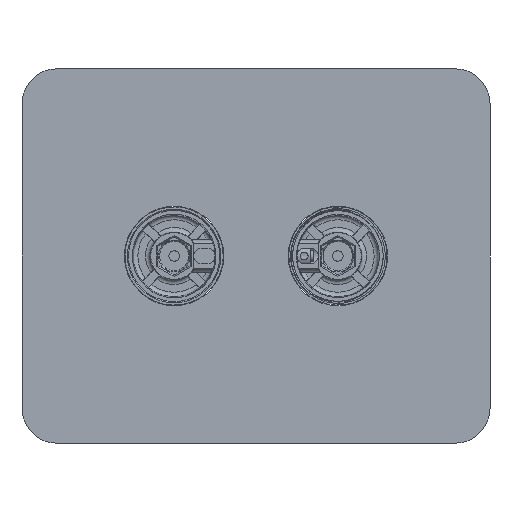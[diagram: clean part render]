
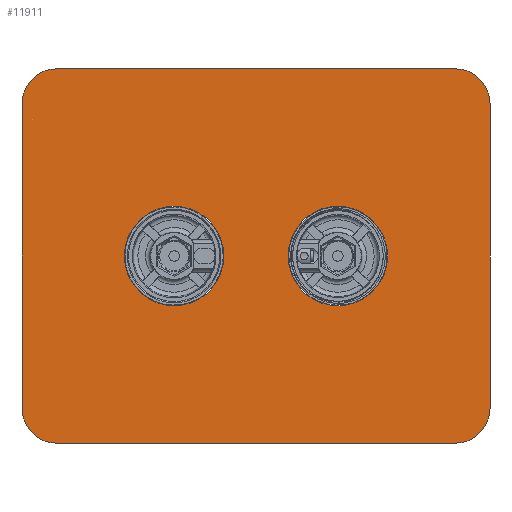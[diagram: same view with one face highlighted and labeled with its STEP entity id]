
A CAD part, front view. The second image highlights one B-rep face of the part: STEP entity #11911.
In plain terms, the highlighted planar face has unit normal (0, -1, 0).
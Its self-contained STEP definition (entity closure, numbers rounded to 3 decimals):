
#144 = DIRECTION ( 'NONE',  ( 0., 0., 1. ) ) ;
#312 = EDGE_CURVE ( 'NONE', #7194, #2935, #6029, .T. ) ;
#451 = CARTESIAN_POINT ( 'NONE',  ( -135., 58.619, 80. ) ) ;
#498 = CARTESIAN_POINT ( 'NONE',  ( -70., 58.619, 0. ) ) ;
#875 = FACE_BOUND ( 'NONE', #6105, .T. ) ;
#1170 = CARTESIAN_POINT ( 'NONE',  ( 50., 58.619, 80. ) ) ;
#1721 = DIRECTION ( 'NONE',  ( 0., 0., 1. ) ) ;
#1768 = DIRECTION ( 'NONE',  ( 0., 0., 1. ) ) ;
#1769 = AXIS2_PLACEMENT_3D ( 'NONE', #8503, #4636, #2917 ) ;
#1886 = CARTESIAN_POINT ( 'NONE',  ( 0., 58.619, 0. ) ) ;
#1962 = DIRECTION ( 'NONE',  ( 0., -1., 0. ) ) ;
#2170 = EDGE_CURVE ( 'NONE', #4946, #6504, #11799, .T. ) ;
#2237 = ORIENTED_EDGE ( 'NONE', *, *, #8384, .T. ) ;
#2262 = ORIENTED_EDGE ( 'NONE', *, *, #7028, .T. ) ;
#2322 = VECTOR ( 'NONE', #6027, 1000. ) ;
#2463 = VERTEX_POINT ( 'NONE', #3646 ) ;
#2582 = EDGE_LOOP ( 'NONE', ( #8038 ) ) ;
#2917 = DIRECTION ( 'NONE',  ( 0., 0., 1. ) ) ;
#2935 = VERTEX_POINT ( 'NONE', #6840 ) ;
#3134 = CARTESIAN_POINT ( 'NONE',  ( 65., 58.619, 80. ) ) ;
#3646 = CARTESIAN_POINT ( 'NONE',  ( 0., 58.619, 21.25 ) ) ;
#3988 = AXIS2_PLACEMENT_3D ( 'NONE', #7236, #7315, #1721 ) ;
#4211 = DIRECTION ( 'NONE',  ( 0., 0., 1. ) ) ;
#4453 = EDGE_CURVE ( 'NONE', #9501, #6369, #6693, .T. ) ;
#4595 = DIRECTION ( 'NONE',  ( 0., -1., 0. ) ) ;
#4636 = DIRECTION ( 'NONE',  ( 0., -1., 0. ) ) ;
#4667 = PLANE ( 'NONE',  #1769 ) ;
#4876 = LINE ( 'NONE', #8744, #7369 ) ;
#4904 = EDGE_LOOP ( 'NONE', ( #2262, #7092, #8642, #7195, #10022, #7913, #2237, #8389 ) ) ;
#4946 = VERTEX_POINT ( 'NONE', #5834 ) ;
#5082 = DIRECTION ( 'NONE',  ( 0., -1., 0. ) ) ;
#5087 = AXIS2_PLACEMENT_3D ( 'NONE', #7372, #4595, #1768 ) ;
#5270 = FACE_OUTER_BOUND ( 'NONE', #4904, .T. ) ;
#5493 = AXIS2_PLACEMENT_3D ( 'NONE', #10451, #5670, #144 ) ;
#5670 = DIRECTION ( 'NONE',  ( 0., -1., 0. ) ) ;
#5755 = DIRECTION ( 'NONE',  ( 0., 0., 1. ) ) ;
#5834 = CARTESIAN_POINT ( 'NONE',  ( 50., 58.619, -80. ) ) ;
#5976 = CIRCLE ( 'NONE', #10792, 21.25 ) ;
#6027 = DIRECTION ( 'NONE',  ( -1., 0., 0. ) ) ;
#6029 = CIRCLE ( 'NONE', #5087, 15. ) ;
#6105 = EDGE_LOOP ( 'NONE', ( #9116 ) ) ;
#6281 = LINE ( 'NONE', #451, #7018 ) ;
#6369 = VERTEX_POINT ( 'NONE', #1170 ) ;
#6461 = AXIS2_PLACEMENT_3D ( 'NONE', #7885, #6898, #4211 ) ;
#6504 = VERTEX_POINT ( 'NONE', #11427 ) ;
#6565 = LINE ( 'NONE', #3134, #2322 ) ;
#6693 = CIRCLE ( 'NONE', #5493, 15. ) ;
#6840 = CARTESIAN_POINT ( 'NONE',  ( -120., 58.619, -80. ) ) ;
#6898 = DIRECTION ( 'NONE',  ( 0., -1., 0. ) ) ;
#7001 = DIRECTION ( 'NONE',  ( 0., 0., -1. ) ) ;
#7018 = VECTOR ( 'NONE', #7001, 1000. ) ;
#7028 = EDGE_CURVE ( 'NONE', #2935, #4946, #4876, .T. ) ;
#7092 = ORIENTED_EDGE ( 'NONE', *, *, #2170, .T. ) ;
#7194 = VERTEX_POINT ( 'NONE', #8422 ) ;
#7195 = ORIENTED_EDGE ( 'NONE', *, *, #4453, .T. ) ;
#7236 = CARTESIAN_POINT ( 'NONE',  ( 50., 58.619, -65. ) ) ;
#7315 = DIRECTION ( 'NONE',  ( 0., -1., 0. ) ) ;
#7369 = VECTOR ( 'NONE', #10405, 1000. ) ;
#7372 = CARTESIAN_POINT ( 'NONE',  ( -120., 58.619, -65. ) ) ;
#7593 = EDGE_CURVE ( 'NONE', #6504, #9501, #7868, .T. ) ;
#7754 = FACE_BOUND ( 'NONE', #2582, .T. ) ;
#7868 = LINE ( 'NONE', #8335, #10029 ) ;
#7885 = CARTESIAN_POINT ( 'NONE',  ( -120., 58.619, 65. ) ) ;
#7913 = ORIENTED_EDGE ( 'NONE', *, *, #10370, .T. ) ;
#8038 = ORIENTED_EDGE ( 'NONE', *, *, #10770, .F. ) ;
#8335 = CARTESIAN_POINT ( 'NONE',  ( 65., 58.619, -80. ) ) ;
#8340 = CARTESIAN_POINT ( 'NONE',  ( -70., 58.619, 21.25 ) ) ;
#8384 = EDGE_CURVE ( 'NONE', #9410, #7194, #6281, .T. ) ;
#8389 = ORIENTED_EDGE ( 'NONE', *, *, #312, .T. ) ;
#8422 = CARTESIAN_POINT ( 'NONE',  ( -135., 58.619, -65. ) ) ;
#8438 = EDGE_CURVE ( 'NONE', #10757, #10757, #5976, .T. ) ;
#8503 = CARTESIAN_POINT ( 'NONE',  ( -70., 58.619, 0. ) ) ;
#8642 = ORIENTED_EDGE ( 'NONE', *, *, #7593, .T. ) ;
#8744 = CARTESIAN_POINT ( 'NONE',  ( -135., 58.619, -80. ) ) ;
#9099 = DIRECTION ( 'NONE',  ( 0., 0., 1. ) ) ;
#9116 = ORIENTED_EDGE ( 'NONE', *, *, #8438, .F. ) ;
#9217 = EDGE_CURVE ( 'NONE', #6369, #11930, #6565, .T. ) ;
#9352 = AXIS2_PLACEMENT_3D ( 'NONE', #1886, #1962, #5755 ) ;
#9410 = VERTEX_POINT ( 'NONE', #9974 ) ;
#9501 = VERTEX_POINT ( 'NONE', #11909 ) ;
#9974 = CARTESIAN_POINT ( 'NONE',  ( -135., 58.619, 65. ) ) ;
#10022 = ORIENTED_EDGE ( 'NONE', *, *, #9217, .T. ) ;
#10029 = VECTOR ( 'NONE', #9099, 1000. ) ;
#10370 = EDGE_CURVE ( 'NONE', #11930, #9410, #11602, .T. ) ;
#10392 = CARTESIAN_POINT ( 'NONE',  ( -120., 58.619, 80. ) ) ;
#10405 = DIRECTION ( 'NONE',  ( 1., 0., 0. ) ) ;
#10451 = CARTESIAN_POINT ( 'NONE',  ( 50., 58.619, 65. ) ) ;
#10757 = VERTEX_POINT ( 'NONE', #8340 ) ;
#10770 = EDGE_CURVE ( 'NONE', #2463, #2463, #11454, .T. ) ;
#10792 = AXIS2_PLACEMENT_3D ( 'NONE', #498, #5082, #11570 ) ;
#11427 = CARTESIAN_POINT ( 'NONE',  ( 65., 58.619, -65. ) ) ;
#11454 = CIRCLE ( 'NONE', #9352, 21.25 ) ;
#11570 = DIRECTION ( 'NONE',  ( 0., 0., 1. ) ) ;
#11602 = CIRCLE ( 'NONE', #6461, 15. ) ;
#11799 = CIRCLE ( 'NONE', #3988, 15. ) ;
#11909 = CARTESIAN_POINT ( 'NONE',  ( 65., 58.619, 65. ) ) ;
#11911 = ADVANCED_FACE ( 'NONE', ( #7754, #875, #5270 ), #4667, .T. ) ;
#11930 = VERTEX_POINT ( 'NONE', #10392 ) ;
